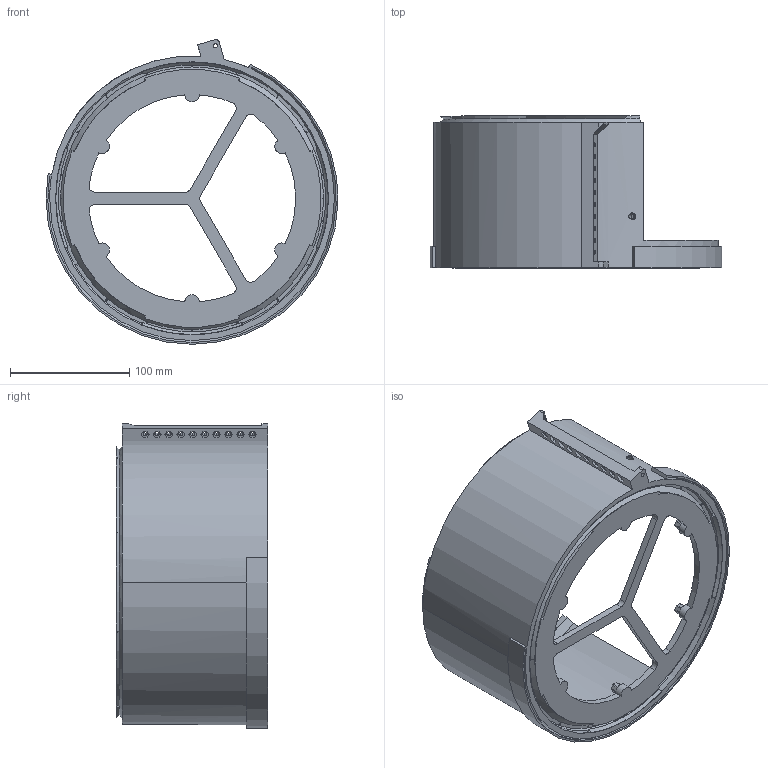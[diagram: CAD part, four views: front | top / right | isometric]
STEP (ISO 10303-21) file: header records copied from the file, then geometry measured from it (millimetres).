
FILE_DESCRIPTION (( 'STEP AP214' ), '1' );
FILE_NAME ('俋芠.STEP', '2024-12-27T08:59:12', ( '' ), ( '' ), 'SwSTEP 2.0', 'SolidWorks 2022', '' );
FILE_SCHEMA (( 'AUTOMOTIVE_DESIGN' ));
Length unit declared in the file: millimetre
Products named in the file (1): 外筒
Bounding box: 244.85 x 127.25 x 255.45 mm (x, y, z)
Volume: 507584.7 mm3; surface area: 210064.6 mm2
Topology: 1 solids, 1 shells, 493 faces, 1374 edges, 905 vertices
Faces by surface type: plane 289, cylinder 129, bspline 42, cone 33
Entity records: 16368 total; most frequent: CARTESIAN_POINT 3746, ORIENTED_EDGE 2748, DIRECTION 2488, EDGE_CURVE 1374, VERTEX_POINT 905, AXIS2_PLACEMENT_3D 855, VECTOR 778, LINE 778
